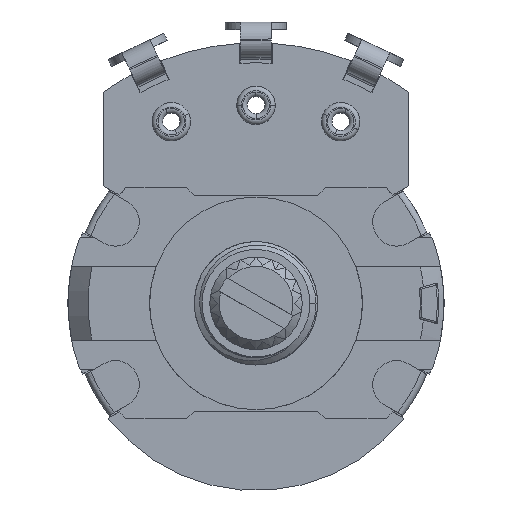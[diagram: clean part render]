
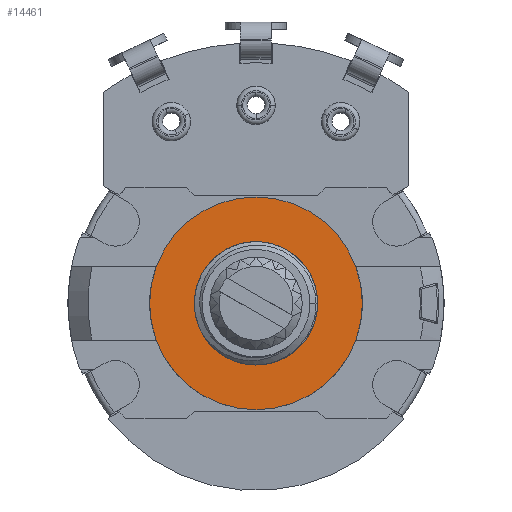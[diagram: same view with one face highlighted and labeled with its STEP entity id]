
A CAD part, front view. The second image highlights one B-rep face of the part: STEP entity #14461.
In plain terms, the highlighted planar face has unit normal (0, -1, 0).
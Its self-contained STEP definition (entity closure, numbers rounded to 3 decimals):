
#3502=CARTESIAN_POINT('',(0.,-2.6,0.));
#3503=DIRECTION('',(0.,-1.,0.));
#3504=DIRECTION('',(-0.939,0.,0.345));
#3505=AXIS2_PLACEMENT_3D('',#3502,#3503,#3504);
#3548=CARTESIAN_POINT('',(0.,-2.6,0.));
#3549=DIRECTION('',(0.,-1.,0.));
#3550=DIRECTION('',(0.939,0.,0.345));
#3551=AXIS2_PLACEMENT_3D('',#3548,#3549,#3550);
#3553=CARTESIAN_POINT('',(0.,-2.6,0.));
#3554=DIRECTION('',(0.,-1.,0.));
#3555=DIRECTION('',(-0.866,0.,-0.5));
#3556=AXIS2_PLACEMENT_3D('',#3553,#3554,#3555);
#3608=CARTESIAN_POINT('',(-3.464,-2.6,-2.));
#3609=CARTESIAN_POINT('',(-3.525,-2.6,-1.881));
#3610=CARTESIAN_POINT('',(-3.634,-2.6,-1.638));
#3611=CARTESIAN_POINT('',(-3.76,-2.6,-1.26));
#3612=CARTESIAN_POINT('',(-3.847,-2.6,-0.873));
#3613=CARTESIAN_POINT('',(-3.894,-2.6,-0.481));
#3614=CARTESIAN_POINT('',(-3.902,-2.6,-0.087));
#3615=CARTESIAN_POINT('',(-3.87,-2.6,0.304));
#3616=CARTESIAN_POINT('',(-3.8,-2.6,0.687));
#3617=CARTESIAN_POINT('',(-3.691,-2.6,1.061));
#3618=CARTESIAN_POINT('',(-3.546,-2.6,1.42));
#3619=CARTESIAN_POINT('',(-3.366,-2.6,1.761));
#3620=CARTESIAN_POINT('',(-3.153,-2.6,2.081));
#3621=CARTESIAN_POINT('',(-2.91,-2.6,2.376));
#3622=CARTESIAN_POINT('',(-2.639,-2.6,2.644));
#3623=CARTESIAN_POINT('',(-2.344,-2.6,2.882));
#3624=CARTESIAN_POINT('',(-2.027,-2.6,3.087));
#3625=CARTESIAN_POINT('',(-1.693,-2.6,3.259));
#3626=CARTESIAN_POINT('',(-1.344,-2.6,3.395));
#3627=CARTESIAN_POINT('',(-0.985,-2.6,3.494));
#3628=CARTESIAN_POINT('',(-0.619,-2.6,3.556));
#3629=CARTESIAN_POINT('',(-0.25,-2.6,3.579));
#3630=CARTESIAN_POINT('',(0.117,-2.6,3.565));
#3631=CARTESIAN_POINT('',(0.48,-2.6,3.513));
#3632=CARTESIAN_POINT('',(0.833,-2.6,3.424));
#3633=CARTESIAN_POINT('',(1.174,-2.6,3.3));
#3634=CARTESIAN_POINT('',(1.39,-2.6,3.195));
#3635=CARTESIAN_POINT('',(1.496,-2.6,3.137));
#3827=CARTESIAN_POINT('',(1.496,-2.6,3.137));
#3828=CARTESIAN_POINT('',(1.607,-2.6,3.091));
#3829=CARTESIAN_POINT('',(1.825,-2.6,2.99));
#3830=CARTESIAN_POINT('',(2.136,-2.6,2.803));
#3831=CARTESIAN_POINT('',(2.428,-2.6,2.584));
#3832=CARTESIAN_POINT('',(2.696,-2.6,2.335));
#3833=CARTESIAN_POINT('',(2.939,-2.6,2.058));
#3834=CARTESIAN_POINT('',(3.153,-2.6,1.757));
#3835=CARTESIAN_POINT('',(3.335,-2.6,1.434));
#3836=CARTESIAN_POINT('',(3.484,-2.6,1.092));
#3837=CARTESIAN_POINT('',(3.598,-2.6,0.735));
#3838=CARTESIAN_POINT('',(3.675,-2.6,0.367));
#3839=CARTESIAN_POINT('',(3.715,-2.6,-0.008));
#3840=CARTESIAN_POINT('',(3.716,-2.6,-0.388));
#3841=CARTESIAN_POINT('',(3.678,-2.6,-0.766));
#3842=CARTESIAN_POINT('',(3.601,-2.6,-1.141));
#3843=CARTESIAN_POINT('',(3.487,-2.6,-1.508));
#3844=CARTESIAN_POINT('',(3.335,-2.6,-1.862));
#3845=CARTESIAN_POINT('',(3.147,-2.6,-2.201));
#3846=CARTESIAN_POINT('',(2.925,-2.6,-2.52));
#3847=CARTESIAN_POINT('',(2.671,-2.6,-2.817));
#3848=CARTESIAN_POINT('',(2.388,-2.6,-3.087));
#3849=CARTESIAN_POINT('',(2.077,-2.6,-3.329));
#3850=CARTESIAN_POINT('',(1.743,-2.6,-3.539));
#3851=CARTESIAN_POINT('',(1.387,-2.6,-3.715));
#3852=CARTESIAN_POINT('',(1.015,-2.6,-3.855));
#3853=CARTESIAN_POINT('',(0.758,-2.6,-3.923));
#3854=CARTESIAN_POINT('',(0.627,-2.6,-3.951));
#7440=CARTESIAN_POINT('',(6.477,-2.6,2.38));
#7441=CARTESIAN_POINT('',(-6.477,-2.6,2.38));
#7442=VERTEX_POINT('',#7440);
#7443=VERTEX_POINT('',#7441);
#7452=CARTESIAN_POINT('',(-3.464,-2.6,-2.));
#7453=CARTESIAN_POINT('',(0.627,-2.6,-3.951));
#7454=VERTEX_POINT('',#7452);
#7455=VERTEX_POINT('',#7453);
#7456=VERTEX_POINT('',#3635);
#14444=CARTESIAN_POINT('',(0.,-2.6,0.));
#14445=DIRECTION('',(0.,-1.,0.));
#14446=DIRECTION('',(-1.,0.,0.));
#14447=AXIS2_PLACEMENT_3D('',#14444,#14445,#14446);
#14448=PLANE('',#14447);
#14449=ORIENTED_EDGE('',*,*,#14369,.F.);
#14450=ORIENTED_EDGE('',*,*,#13898,.F.);
#14451=EDGE_LOOP('',(#14449,#14450));
#14452=FACE_OUTER_BOUND('',#14451,.F.);
#14454=ORIENTED_EDGE('',*,*,#14453,.T.);
#14456=ORIENTED_EDGE('',*,*,#14455,.F.);
#14458=ORIENTED_EDGE('',*,*,#14457,.F.);
#14459=EDGE_LOOP('',(#14454,#14456,#14458));
#14460=FACE_BOUND('',#14459,.F.);
#14461=ADVANCED_FACE('',(#14452,#14460),#14448,.T.);
#3506=CIRCLE('',#3505,6.9);
#3552=CIRCLE('',#3551,6.9);
#3557=CIRCLE('',#3556,4.);
#3636=B_SPLINE_CURVE_WITH_KNOTS('',3,(#3608,#3609,#3610,#3611,#3612,#3613,#3614,
#3615,#3616,#3617,#3618,#3619,#3620,#3621,#3622,#3623,#3624,#3625,#3626,#3627,
#3628,#3629,#3630,#3631,#3632,#3633,#3634,#3635),.UNSPECIFIED.,.F.,.F.,(4,1,1,1,
1,1,1,1,1,1,1,1,1,1,1,1,1,1,1,1,1,1,1,1,1,4),(0.,0.04,0.08,0.12,0.16,
0.2,0.24,0.28,0.32,0.36,0.4,0.44,0.48,0.52,0.56,0.6,
0.64,0.68,0.72,0.76,0.8,0.84,0.88,0.92,0.96,1.),
.UNSPECIFIED.);
#3855=B_SPLINE_CURVE_WITH_KNOTS('',3,(#3827,#3828,#3829,#3830,#3831,#3832,#3833,
#3834,#3835,#3836,#3837,#3838,#3839,#3840,#3841,#3842,#3843,#3844,#3845,#3846,
#3847,#3848,#3849,#3850,#3851,#3852,#3853,#3854),.UNSPECIFIED.,.F.,.F.,(4,1,1,1,
1,1,1,1,1,1,1,1,1,1,1,1,1,1,1,1,1,1,1,1,1,4),(0.,0.04,0.08,0.12,0.16,
0.2,0.24,0.28,0.32,0.36,0.4,0.44,0.48,0.52,0.56,0.6,
0.64,0.68,0.72,0.76,0.8,0.84,0.88,0.92,0.96,1.),
.UNSPECIFIED.);
#13898=EDGE_CURVE('',#7442,#7443,#3552,.T.);
#14369=EDGE_CURVE('',#7443,#7442,#3506,.T.);
#14453=EDGE_CURVE('',#7454,#7455,#3557,.T.);
#14455=EDGE_CURVE('',#7456,#7455,#3855,.T.);
#14457=EDGE_CURVE('',#7454,#7456,#3636,.T.);
